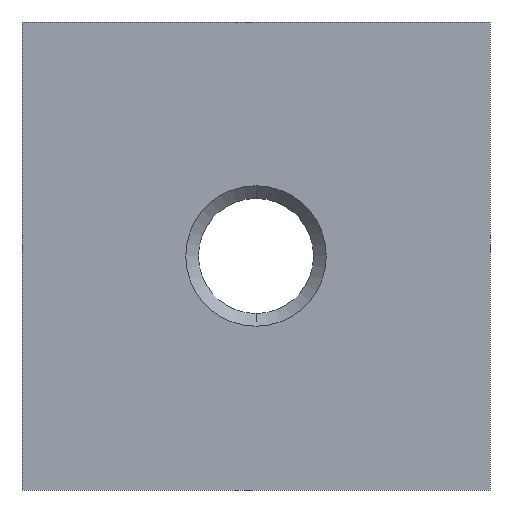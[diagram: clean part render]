
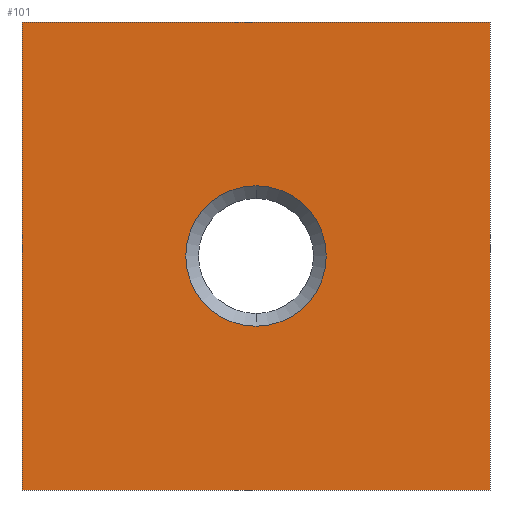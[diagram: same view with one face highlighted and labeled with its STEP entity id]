
A CAD part, front view. The second image highlights one B-rep face of the part: STEP entity #101.
In plain terms, the highlighted planar face has unit normal (0, -1, 0).
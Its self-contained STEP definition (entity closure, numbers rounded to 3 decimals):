
#1 = CIRCLE ( 'NONE', #193, 3. ) ;
#5 = EDGE_LOOP ( 'NONE', ( #338, #263, #70, #237 ) ) ;
#7 = DIRECTION ( 'NONE',  ( 0., 0., 1. ) ) ;
#10 = LINE ( 'NONE', #175, #151 ) ;
#18 = CARTESIAN_POINT ( 'NONE',  ( 10., -4., 10. ) ) ;
#23 = LINE ( 'NONE', #117, #225 ) ;
#27 = ORIENTED_EDGE ( 'NONE', *, *, #286, .T. ) ;
#43 = VERTEX_POINT ( 'NONE', #291 ) ;
#44 = DIRECTION ( 'NONE',  ( 0., 0., -1. ) ) ;
#47 = LINE ( 'NONE', #18, #95 ) ;
#53 = DIRECTION ( 'NONE',  ( 0., 0., 1. ) ) ;
#55 = FACE_OUTER_BOUND ( 'NONE', #5, .T. ) ;
#61 = EDGE_CURVE ( 'NONE', #205, #77, #47, .T. ) ;
#63 = CARTESIAN_POINT ( 'NONE',  ( 0., -4., 3. ) ) ;
#67 = EDGE_CURVE ( 'NONE', #106, #205, #355, .T. ) ;
#70 = ORIENTED_EDGE ( 'NONE', *, *, #67, .F. ) ;
#74 = CARTESIAN_POINT ( 'NONE',  ( 10., -4., 10. ) ) ;
#77 = VERTEX_POINT ( 'NONE', #92 ) ;
#89 = CIRCLE ( 'NONE', #255, 3. ) ;
#92 = CARTESIAN_POINT ( 'NONE',  ( 10., -4., -10. ) ) ;
#95 = VECTOR ( 'NONE', #44, 1000. ) ;
#101 = ADVANCED_FACE ( 'PLANAR_1', ( #55, #303 ), #194, .F. ) ;
#106 = VERTEX_POINT ( 'NONE', #298 ) ;
#117 = CARTESIAN_POINT ( 'NONE',  ( 10., -4., -10. ) ) ;
#118 = VERTEX_POINT ( 'NONE', #63 ) ;
#129 = EDGE_LOOP ( 'NONE', ( #27, #265 ) ) ;
#140 = EDGE_CURVE ( 'NONE', #118, #43, #89, .T. ) ;
#143 = DIRECTION ( 'NONE',  ( 0., 0., 1. ) ) ;
#151 = VECTOR ( 'NONE', #7, 1000. ) ;
#169 = EDGE_CURVE ( 'NONE', #77, #217, #23, .T. ) ;
#173 = DIRECTION ( 'NONE',  ( 0., 1., 0. ) ) ;
#175 = CARTESIAN_POINT ( 'NONE',  ( -10., -4., -10. ) ) ;
#181 = CARTESIAN_POINT ( 'NONE',  ( -10., -4., -10. ) ) ;
#189 = VECTOR ( 'NONE', #350, 1000. ) ;
#193 = AXIS2_PLACEMENT_3D ( 'NONE', #266, #337, #269 ) ;
#194 = PLANE ( 'NONE',  #351 ) ;
#205 = VERTEX_POINT ( 'NONE', #74 ) ;
#217 = VERTEX_POINT ( 'NONE', #181 ) ;
#218 = EDGE_CURVE ( 'NONE', #217, #106, #10, .T. ) ;
#221 = CARTESIAN_POINT ( 'NONE',  ( 0., -4., 0. ) ) ;
#225 = VECTOR ( 'NONE', #279, 1000. ) ;
#237 = ORIENTED_EDGE ( 'NONE', *, *, #218, .F. ) ;
#245 = CARTESIAN_POINT ( 'NONE',  ( -10., -4., 10. ) ) ;
#255 = AXIS2_PLACEMENT_3D ( 'NONE', #221, #173, #143 ) ;
#263 = ORIENTED_EDGE ( 'NONE', *, *, #61, .F. ) ;
#265 = ORIENTED_EDGE ( 'NONE', *, *, #140, .T. ) ;
#266 = CARTESIAN_POINT ( 'NONE',  ( 0., -4., 0. ) ) ;
#269 = DIRECTION ( 'NONE',  ( 0., 0., 1. ) ) ;
#276 = DIRECTION ( 'NONE',  ( 0., 1., 0. ) ) ;
#279 = DIRECTION ( 'NONE',  ( -1., 0., 0. ) ) ;
#286 = EDGE_CURVE ( 'NONE', #43, #118, #1, .T. ) ;
#291 = CARTESIAN_POINT ( 'NONE',  ( 0., -4., -3. ) ) ;
#298 = CARTESIAN_POINT ( 'NONE',  ( -10., -4., 10. ) ) ;
#303 = FACE_BOUND ( 'NONE', #129, .T. ) ;
#337 = DIRECTION ( 'NONE',  ( 0., 1., 0. ) ) ;
#338 = ORIENTED_EDGE ( 'NONE', *, *, #169, .F. ) ;
#350 = DIRECTION ( 'NONE',  ( 1., 0., 0. ) ) ;
#351 = AXIS2_PLACEMENT_3D ( 'NONE', #357, #276, #53 ) ;
#355 = LINE ( 'NONE', #245, #189 ) ;
#357 = CARTESIAN_POINT ( 'NONE',  ( -10., -4., -10. ) ) ;
